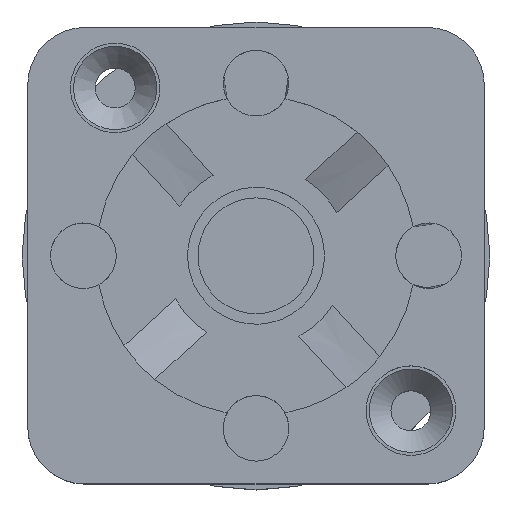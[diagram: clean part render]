
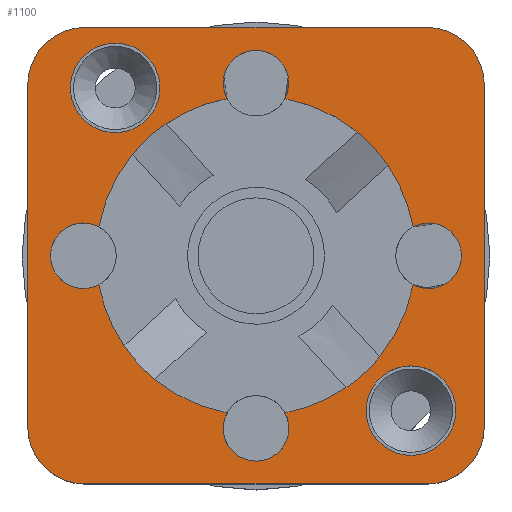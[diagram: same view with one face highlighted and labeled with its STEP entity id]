
A CAD part, top view. The second image highlights one B-rep face of the part: STEP entity #1100.
In plain terms, the highlighted planar face has unit normal (0, 0, 1).
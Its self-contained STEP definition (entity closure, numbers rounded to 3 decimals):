
#635=CARTESIAN_POINT('',(-15.849,9.905,9.5));
#636=VERTEX_POINT('',#635);
#637=CARTESIAN_POINT('',(-16.191,5.995,9.5));
#638=DIRECTION('',(0.0,0.0,-1.0));
#639=DIRECTION('',(0.087,0.996,0.0));
#640=AXIS2_PLACEMENT_3D('',#637,#638,#639);
#641=CIRCLE('',#640,3.925);
#642=EDGE_CURVE('',#636,#636,#641,.T.);
#786=CARTESIAN_POINT('',(13.647,-22.289,9.5));
#787=VERTEX_POINT('',#786);
#788=CARTESIAN_POINT('',(9.722,-22.289,9.5));
#789=DIRECTION('',(0.0,0.0,-1.0));
#790=DIRECTION('',(1.0,0.0,0.0));
#791=AXIS2_PLACEMENT_3D('',#788,#789,#790);
#792=CIRCLE('',#791,3.925);
#793=EDGE_CURVE('',#787,#787,#792,.T.);
#828=CARTESIAN_POINT('',(-1.319,-22.482,9.5));
#829=VERTEX_POINT('',#828);
#845=CARTESIAN_POINT('',(-6.388,-22.482,9.5));
#846=VERTEX_POINT('',#845);
#853=CARTESIAN_POINT('',(-3.853,-23.839,9.5));
#854=DIRECTION('',(0.0,0.0,-1.0));
#855=DIRECTION('',(1.0,0.0,0.0));
#856=AXIS2_PLACEMENT_3D('',#853,#854,#855);
#857=CIRCLE('',#856,2.875);
#858=EDGE_CURVE('',#829,#846,#857,.T.);
#883=CARTESIAN_POINT('',(-3.853,-8.714,9.5));
#884=DIRECTION('',(0.0,0.0,1.0));
#885=DIRECTION('',(1.0,0.0,0.0));
#886=AXIS2_PLACEMENT_3D('',#883,#884,#885);
#887=PLANE('',#886);
#888=CARTESIAN_POINT('',(-18.853,11.286,9.5));
#889=VERTEX_POINT('',#888);
#890=CARTESIAN_POINT('',(11.147,11.286,9.5));
#891=VERTEX_POINT('',#890);
#892=CARTESIAN_POINT('',(-18.853,11.286,9.5));
#893=DIRECTION('',(1.0,0.0,0.0));
#894=VECTOR('',#893,30.);
#895=LINE('',#892,#894);
#896=EDGE_CURVE('',#889,#891,#895,.T.);
#897=ORIENTED_EDGE('',*,*,#896,.F.);
#898=CARTESIAN_POINT('',(-23.853,6.286,9.5));
#899=VERTEX_POINT('',#898);
#900=CARTESIAN_POINT('',(-18.853,6.286,9.5));
#901=DIRECTION('',(0.0,0.0,-1.0));
#902=DIRECTION('',(0.0,1.0,0.0));
#903=AXIS2_PLACEMENT_3D('',#900,#901,#902);
#904=CIRCLE('',#903,5.);
#905=EDGE_CURVE('',#899,#889,#904,.T.);
#906=ORIENTED_EDGE('',*,*,#905,.F.);
#907=CARTESIAN_POINT('',(-23.853,-23.714,9.5));
#908=VERTEX_POINT('',#907);
#909=CARTESIAN_POINT('',(-23.853,-23.714,9.5));
#910=DIRECTION('',(0.0,1.0,0.0));
#911=VECTOR('',#910,30.);
#912=LINE('',#909,#911);
#913=EDGE_CURVE('',#908,#899,#912,.T.);
#914=ORIENTED_EDGE('',*,*,#913,.F.);
#915=CARTESIAN_POINT('',(-18.853,-28.714,9.5));
#916=VERTEX_POINT('',#915);
#917=CARTESIAN_POINT('',(-18.853,-23.714,9.5));
#918=DIRECTION('',(0.0,0.0,-1.0));
#919=DIRECTION('',(-1.0,0.0,0.0));
#920=AXIS2_PLACEMENT_3D('',#917,#918,#919);
#921=CIRCLE('',#920,5.);
#922=EDGE_CURVE('',#916,#908,#921,.T.);
#923=ORIENTED_EDGE('',*,*,#922,.F.);
#924=CARTESIAN_POINT('',(11.147,-28.714,9.5));
#925=VERTEX_POINT('',#924);
#926=CARTESIAN_POINT('',(11.147,-28.714,9.5));
#927=DIRECTION('',(-1.0,0.0,0.0));
#928=VECTOR('',#927,30.0);
#929=LINE('',#926,#928);
#930=EDGE_CURVE('',#925,#916,#929,.T.);
#931=ORIENTED_EDGE('',*,*,#930,.F.);
#932=CARTESIAN_POINT('',(16.147,-23.714,9.5));
#933=VERTEX_POINT('',#932);
#934=CARTESIAN_POINT('',(11.147,-23.714,9.5));
#935=DIRECTION('',(0.0,0.0,-1.0));
#936=DIRECTION('',(0.0,-1.0,0.0));
#937=AXIS2_PLACEMENT_3D('',#934,#935,#936);
#938=CIRCLE('',#937,5.);
#939=EDGE_CURVE('',#933,#925,#938,.T.);
#940=ORIENTED_EDGE('',*,*,#939,.F.);
#941=CARTESIAN_POINT('',(16.147,6.286,9.5));
#942=VERTEX_POINT('',#941);
#943=CARTESIAN_POINT('',(16.147,6.286,9.5));
#944=DIRECTION('',(0.0,-1.0,0.0));
#945=VECTOR('',#944,30.0);
#946=LINE('',#943,#945);
#947=EDGE_CURVE('',#942,#933,#946,.T.);
#948=ORIENTED_EDGE('',*,*,#947,.F.);
#949=CARTESIAN_POINT('',(11.147,6.286,9.5));
#950=DIRECTION('',(0.0,0.0,-1.0));
#951=DIRECTION('',(1.0,0.0,0.0));
#952=AXIS2_PLACEMENT_3D('',#949,#950,#951);
#953=CIRCLE('',#952,5.0);
#954=EDGE_CURVE('',#891,#942,#953,.T.);
#955=ORIENTED_EDGE('',*,*,#954,.F.);
#956=EDGE_LOOP('',(#897,#906,#914,#923,#931,#940,#948,#955));
#957=FACE_OUTER_BOUND('',#956,.T.);
#958=ORIENTED_EDGE('',*,*,#642,.T.);
#959=EDGE_LOOP('',(#958));
#960=FACE_BOUND('',#959,.T.);
#961=ORIENTED_EDGE('',*,*,#793,.T.);
#962=EDGE_LOOP('',(#961));
#963=FACE_BOUND('',#962,.T.);
#964=ORIENTED_EDGE('',*,*,#858,.T.);
#965=CARTESIAN_POINT('',(-12.719,-19.549,9.5));
#966=VERTEX_POINT('',#965);
#967=CARTESIAN_POINT('',(-3.853,-8.714,9.5));
#968=DIRECTION('',(0.0,0.0,-1.0));
#969=DIRECTION('',(0.0,1.0,0.0));
#970=AXIS2_PLACEMENT_3D('',#967,#968,#969);
#971=CIRCLE('',#970,14.);
#972=EDGE_CURVE('',#846,#966,#971,.T.);
#973=ORIENTED_EDGE('',*,*,#972,.T.);
#974=CARTESIAN_POINT('',(-15.421,-16.599,9.5));
#975=VERTEX_POINT('',#974);
#976=CARTESIAN_POINT('',(-3.853,-8.714,9.5));
#977=DIRECTION('',(0.0,0.0,-1.0));
#978=DIRECTION('',(0.0,1.0,0.0));
#979=AXIS2_PLACEMENT_3D('',#976,#977,#978);
#980=CIRCLE('',#979,14.);
#981=EDGE_CURVE('',#966,#975,#980,.T.);
#982=ORIENTED_EDGE('',*,*,#981,.T.);
#983=CARTESIAN_POINT('',(-17.622,-11.248,9.5));
#984=VERTEX_POINT('',#983);
#985=CARTESIAN_POINT('',(-3.853,-8.714,9.5));
#986=DIRECTION('',(0.0,0.0,-1.0));
#987=DIRECTION('',(0.0,1.0,0.0));
#988=AXIS2_PLACEMENT_3D('',#985,#986,#987);
#989=CIRCLE('',#988,14.);
#990=EDGE_CURVE('',#975,#984,#989,.T.);
#991=ORIENTED_EDGE('',*,*,#990,.T.);
#992=CARTESIAN_POINT('',(-17.622,-6.179,9.5));
#993=VERTEX_POINT('',#992);
#994=CARTESIAN_POINT('',(-18.978,-8.714,9.5));
#995=DIRECTION('',(0.0,0.0,-1.0));
#996=DIRECTION('',(-1.0,0.0,0.0));
#997=AXIS2_PLACEMENT_3D('',#994,#995,#996);
#998=CIRCLE('',#997,2.875);
#999=EDGE_CURVE('',#984,#993,#998,.T.);
#1000=ORIENTED_EDGE('',*,*,#999,.T.);
#1001=CARTESIAN_POINT('',(-14.689,0.152,9.5));
#1002=VERTEX_POINT('',#1001);
#1003=CARTESIAN_POINT('',(-3.853,-8.714,9.5));
#1004=DIRECTION('',(0.0,0.0,-1.0));
#1005=DIRECTION('',(0.0,1.0,0.0));
#1006=AXIS2_PLACEMENT_3D('',#1003,#1004,#1005);
#1007=CIRCLE('',#1006,14.);
#1008=EDGE_CURVE('',#993,#1002,#1007,.T.);
#1009=ORIENTED_EDGE('',*,*,#1008,.T.);
#1010=CARTESIAN_POINT('',(-11.739,2.854,9.5));
#1011=VERTEX_POINT('',#1010);
#1012=CARTESIAN_POINT('',(-3.853,-8.714,9.5));
#1013=DIRECTION('',(0.0,0.0,-1.0));
#1014=DIRECTION('',(0.0,1.0,0.0));
#1015=AXIS2_PLACEMENT_3D('',#1012,#1013,#1014);
#1016=CIRCLE('',#1015,14.);
#1017=EDGE_CURVE('',#1002,#1011,#1016,.T.);
#1018=ORIENTED_EDGE('',*,*,#1017,.T.);
#1019=CARTESIAN_POINT('',(-6.388,5.055,9.5));
#1020=VERTEX_POINT('',#1019);
#1021=CARTESIAN_POINT('',(-3.853,-8.714,9.5));
#1022=DIRECTION('',(0.0,0.0,-1.0));
#1023=DIRECTION('',(0.0,1.0,0.0));
#1024=AXIS2_PLACEMENT_3D('',#1021,#1022,#1023);
#1025=CIRCLE('',#1024,14.);
#1026=EDGE_CURVE('',#1011,#1020,#1025,.T.);
#1027=ORIENTED_EDGE('',*,*,#1026,.T.);
#1028=CARTESIAN_POINT('',(-1.319,5.055,9.5));
#1029=VERTEX_POINT('',#1028);
#1030=CARTESIAN_POINT('',(-3.853,6.411,9.5));
#1031=DIRECTION('',(0.0,0.0,-1.0));
#1032=DIRECTION('',(1.0,0.0,0.0));
#1033=AXIS2_PLACEMENT_3D('',#1030,#1031,#1032);
#1034=CIRCLE('',#1033,2.875);
#1035=EDGE_CURVE('',#1020,#1029,#1034,.T.);
#1036=ORIENTED_EDGE('',*,*,#1035,.T.);
#1037=CARTESIAN_POINT('',(5.012,2.122,9.5));
#1038=VERTEX_POINT('',#1037);
#1039=CARTESIAN_POINT('',(-3.853,-8.714,9.5));
#1040=DIRECTION('',(0.0,0.0,-1.0));
#1041=DIRECTION('',(0.0,1.0,0.0));
#1042=AXIS2_PLACEMENT_3D('',#1039,#1040,#1041);
#1043=CIRCLE('',#1042,14.);
#1044=EDGE_CURVE('',#1029,#1038,#1043,.T.);
#1045=ORIENTED_EDGE('',*,*,#1044,.T.);
#1046=CARTESIAN_POINT('',(7.714,-0.828,9.5));
#1047=VERTEX_POINT('',#1046);
#1048=CARTESIAN_POINT('',(-3.853,-8.714,9.5));
#1049=DIRECTION('',(0.0,0.0,-1.0));
#1050=DIRECTION('',(0.0,1.0,0.0));
#1051=AXIS2_PLACEMENT_3D('',#1048,#1049,#1050);
#1052=CIRCLE('',#1051,14.);
#1053=EDGE_CURVE('',#1038,#1047,#1052,.T.);
#1054=ORIENTED_EDGE('',*,*,#1053,.T.);
#1055=CARTESIAN_POINT('',(9.915,-6.179,9.5));
#1056=VERTEX_POINT('',#1055);
#1057=CARTESIAN_POINT('',(-3.853,-8.714,9.5));
#1058=DIRECTION('',(0.0,0.0,-1.0));
#1059=DIRECTION('',(0.0,1.0,0.0));
#1060=AXIS2_PLACEMENT_3D('',#1057,#1058,#1059);
#1061=CIRCLE('',#1060,14.);
#1062=EDGE_CURVE('',#1047,#1056,#1061,.T.);
#1063=ORIENTED_EDGE('',*,*,#1062,.T.);
#1064=CARTESIAN_POINT('',(9.915,-11.248,9.5));
#1065=VERTEX_POINT('',#1064);
#1066=CARTESIAN_POINT('',(11.272,-8.714,9.5));
#1067=DIRECTION('',(0.0,0.0,-1.0));
#1068=DIRECTION('',(1.0,0.0,0.0));
#1069=AXIS2_PLACEMENT_3D('',#1066,#1067,#1068);
#1070=CIRCLE('',#1069,2.875);
#1071=EDGE_CURVE('',#1056,#1065,#1070,.T.);
#1072=ORIENTED_EDGE('',*,*,#1071,.T.);
#1073=CARTESIAN_POINT('',(6.982,-17.579,9.5));
#1074=VERTEX_POINT('',#1073);
#1075=CARTESIAN_POINT('',(-3.853,-8.714,9.5));
#1076=DIRECTION('',(0.0,0.0,-1.0));
#1077=DIRECTION('',(0.0,1.0,0.0));
#1078=AXIS2_PLACEMENT_3D('',#1075,#1076,#1077);
#1079=CIRCLE('',#1078,14.);
#1080=EDGE_CURVE('',#1065,#1074,#1079,.T.);
#1081=ORIENTED_EDGE('',*,*,#1080,.T.);
#1082=CARTESIAN_POINT('',(4.032,-20.281,9.5));
#1083=VERTEX_POINT('',#1082);
#1084=CARTESIAN_POINT('',(-3.853,-8.714,9.5));
#1085=DIRECTION('',(0.0,0.0,-1.0));
#1086=DIRECTION('',(0.0,1.0,0.0));
#1087=AXIS2_PLACEMENT_3D('',#1084,#1085,#1086);
#1088=CIRCLE('',#1087,14.);
#1089=EDGE_CURVE('',#1074,#1083,#1088,.T.);
#1090=ORIENTED_EDGE('',*,*,#1089,.T.);
#1091=CARTESIAN_POINT('',(-3.853,-8.714,9.5));
#1092=DIRECTION('',(0.0,0.0,-1.0));
#1093=DIRECTION('',(0.0,1.0,0.0));
#1094=AXIS2_PLACEMENT_3D('',#1091,#1092,#1093);
#1095=CIRCLE('',#1094,14.);
#1096=EDGE_CURVE('',#1083,#829,#1095,.T.);
#1097=ORIENTED_EDGE('',*,*,#1096,.T.);
#1098=EDGE_LOOP('',(#964,#973,#982,#991,#1000,#1009,#1018,#1027,#1036,#1045,#1054,#1063,#1072,#1081,#1090,#1097));
#1099=FACE_BOUND('',#1098,.T.);
#1100=ADVANCED_FACE('',(#957,#960,#963,#1099),#887,.T.);
